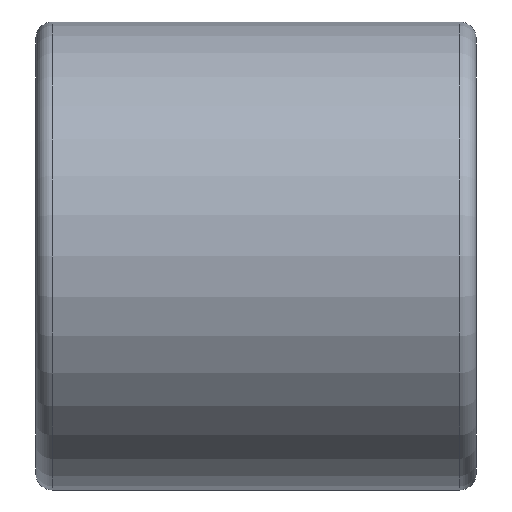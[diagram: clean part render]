
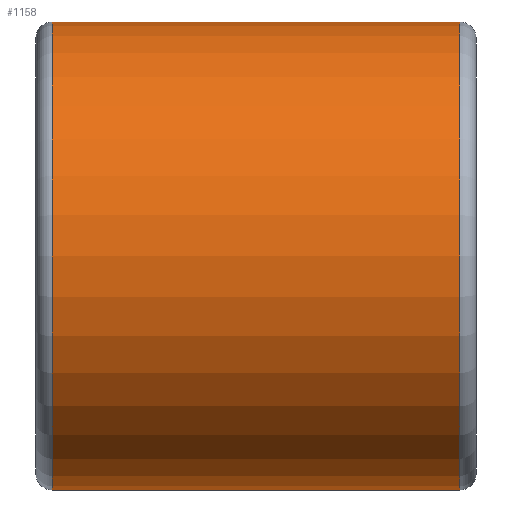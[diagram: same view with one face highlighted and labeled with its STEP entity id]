
A CAD part, front view. The second image highlights one B-rep face of the part: STEP entity #1158.
In plain terms, the highlighted cylindrical face has radius 42.5 mm (diameter 85 mm), a partial arc.
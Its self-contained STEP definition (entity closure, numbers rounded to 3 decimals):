
#11 = ORIENTED_EDGE ( 'NONE', *, *, #4375, .T. ) ;
#27 = EDGE_CURVE ( 'NONE', #1045, #888, #1482, .T. ) ;
#48 = CARTESIAN_POINT ( 'NONE',  ( 0., 0., 0. ) ) ;
#107 = CARTESIAN_POINT ( 'NONE',  ( 77., 0., -42.5 ) ) ;
#297 = VERTEX_POINT ( 'NONE', #4868 ) ;
#329 = CARTESIAN_POINT ( 'NONE',  ( 77., 0., 0. ) ) ;
#412 = CYLINDRICAL_SURFACE ( 'NONE', #2764, 42.5 ) ;
#519 = EDGE_LOOP ( 'NONE', ( #4934, #11, #2093, #2620 ) ) ;
#734 = DIRECTION ( 'NONE',  ( 0., 0., 1. ) ) ;
#886 = EDGE_CURVE ( 'NONE', #1931, #888, #1443, .T. ) ;
#888 = VERTEX_POINT ( 'NONE', #1450 ) ;
#989 = DIRECTION ( 'NONE',  ( 0., 0., 1. ) ) ;
#1045 = VERTEX_POINT ( 'NONE', #107 ) ;
#1133 = DIRECTION ( 'NONE',  ( 1., 0., 0. ) ) ;
#1158 = ADVANCED_FACE ( 'NONE', ( #1937 ), #412, .T. ) ;
#1200 = CARTESIAN_POINT ( 'NONE',  ( 3., 0., 42.5 ) ) ;
#1384 = AXIS2_PLACEMENT_3D ( 'NONE', #4261, #1133, #3447 ) ;
#1443 = CIRCLE ( 'NONE', #1384, 42.5 ) ;
#1450 = CARTESIAN_POINT ( 'NONE',  ( 3., 0., -42.5 ) ) ;
#1482 = LINE ( 'NONE', #2237, #3579 ) ;
#1488 = DIRECTION ( 'NONE',  ( -1., 0., 0. ) ) ;
#1706 = CIRCLE ( 'NONE', #2136, 42.5 ) ;
#1931 = VERTEX_POINT ( 'NONE', #1200 ) ;
#1937 = FACE_OUTER_BOUND ( 'NONE', #519, .T. ) ;
#1949 = VECTOR ( 'NONE', #4781, 1000. ) ;
#2093 = ORIENTED_EDGE ( 'NONE', *, *, #4564, .T. ) ;
#2136 = AXIS2_PLACEMENT_3D ( 'NONE', #329, #3076, #734 ) ;
#2237 = CARTESIAN_POINT ( 'NONE',  ( 0., 0., -42.5 ) ) ;
#2620 = ORIENTED_EDGE ( 'NONE', *, *, #886, .T. ) ;
#2764 = AXIS2_PLACEMENT_3D ( 'NONE', #48, #1488, #989 ) ;
#3076 = DIRECTION ( 'NONE',  ( -1., 0., 0. ) ) ;
#3436 = DIRECTION ( 'NONE',  ( -1., 0., 0. ) ) ;
#3447 = DIRECTION ( 'NONE',  ( 0., 0., -1. ) ) ;
#3579 = VECTOR ( 'NONE', #3436, 1000. ) ;
#3978 = CARTESIAN_POINT ( 'NONE',  ( 0., 0., 42.5 ) ) ;
#4051 = LINE ( 'NONE', #3978, #1949 ) ;
#4261 = CARTESIAN_POINT ( 'NONE',  ( 3., 0., 0. ) ) ;
#4375 = EDGE_CURVE ( 'NONE', #1045, #297, #1706, .T. ) ;
#4564 = EDGE_CURVE ( 'NONE', #297, #1931, #4051, .T. ) ;
#4781 = DIRECTION ( 'NONE',  ( -1., 0., 0. ) ) ;
#4868 = CARTESIAN_POINT ( 'NONE',  ( 77., 0., 42.5 ) ) ;
#4934 = ORIENTED_EDGE ( 'NONE', *, *, #27, .F. ) ;
